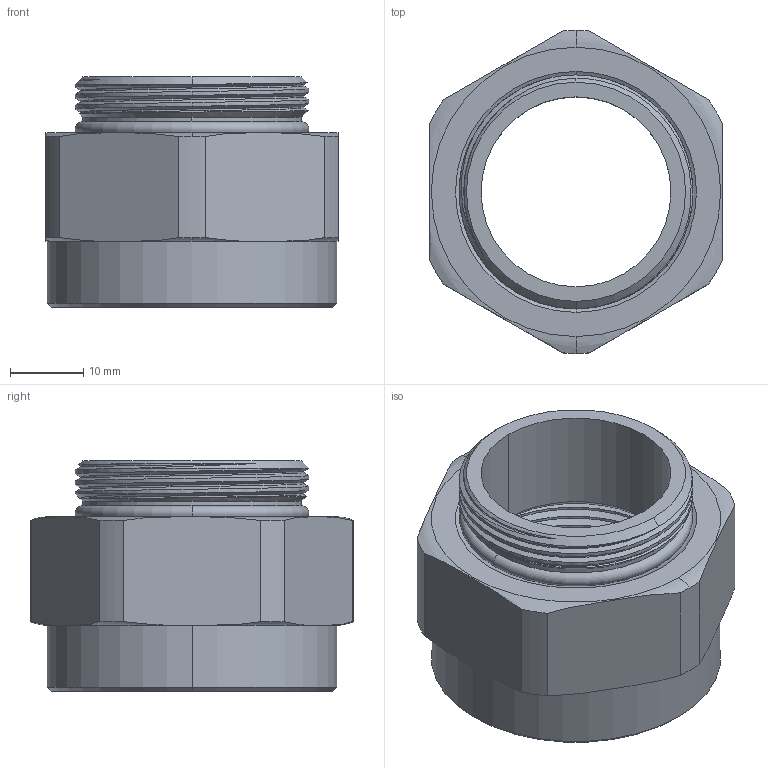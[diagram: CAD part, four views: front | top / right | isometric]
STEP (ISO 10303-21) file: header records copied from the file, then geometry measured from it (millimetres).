
FILE_DESCRIPTION((''),'2;1');
FILE_NAME('P-WNSC-M32M32-APT','2017-07-06T',('lishuang.ye'),(''),'PRO/ENGINEER BY PARAMETRIC TECHNOLOGY CORPORATION, 2010180','PRO/ENGINEER BY PARAMETRIC TECHNOLOGY CORPORATION, 2010180','');
FILE_SCHEMA(('AUTOMOTIVE_DESIGN_CC2 { 1 2 10303 214 -1 1 5 2 }'));
Length unit declared in the file: millimetre
Products named in the file (1): P-WNSC-M32M32-APT
Bounding box: 40 x 44.2 x 31.5 mm (x, y, z)
Volume: 16493.7 mm3; surface area: 10011.6 mm2
Topology: 1 solids, 1 shells, 83 faces, 220 edges, 141 vertices
Faces by surface type: cylinder 37, bspline 17, plane 11, cone 10, torus 8
Entity records: 7433 total; most frequent: CARTESIAN_POINT 5537, ORIENTED_EDGE 440, DIRECTION 317, EDGE_CURVE 220, VERTEX_POINT 141, AXIS2_PLACEMENT_3D 127, B_SPLINE_CURVE_WITH_KNOTS 96, EDGE_LOOP 87
